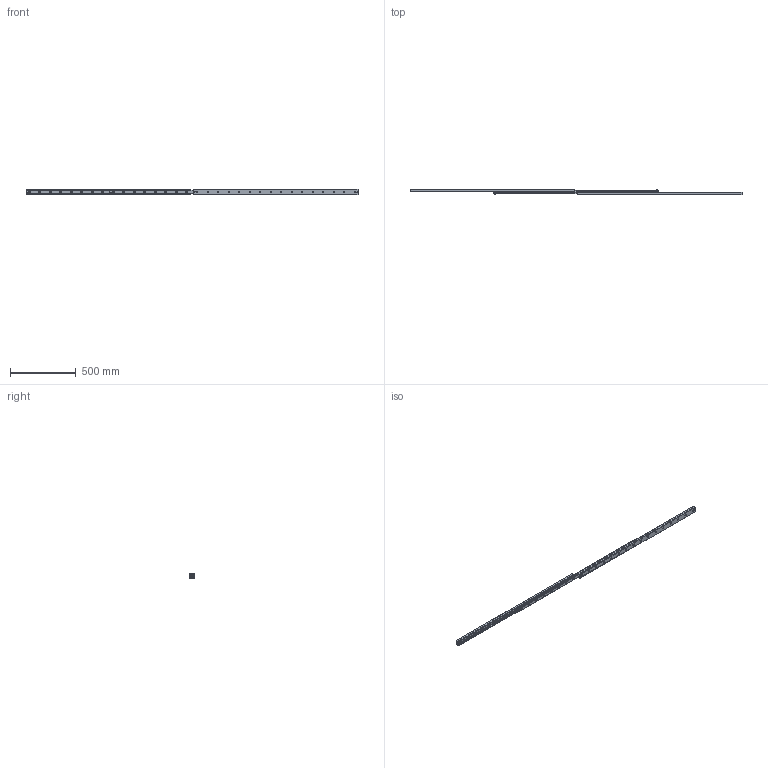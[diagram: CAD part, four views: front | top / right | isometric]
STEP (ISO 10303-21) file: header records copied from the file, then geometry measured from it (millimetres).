
FILE_DESCRIPTION((''),'2;1');
FILE_NAME('LCAD 43-1250.stp','2016-01-14T13:38:27',('MRathmann'),(''),'Autodesk Inventor 2012','Autodesk Inventor 2012','');
FILE_SCHEMA(('CONFIG_CONTROL_DESIGN'));
Length unit declared in the file: millimetre
Products named in the file (8): LCAD 43-1250.iam (Detailgenauigkeit1); LCM 43-1250; LLMG 43-1250; LLMD 43-1250; KF.LCA 43-0610.GZ; + AS.L 43; + VKB.L 43 6x13,5; + VKB.L 43 M6x4
Assembly tree (16 placements, depth 2):
  LCAD 43-1250.iam (Detailgenauigkeit1)
    LCM 43-1250  x2
    LLMG 43-1250
    LLMD 43-1250
    KF.LCA 43-0610.GZ  x2
    + AS.L 43  x4
    + VKB.L 43 6x13,5  x4
    + VKB.L 43 M6x4  x2
Bounding box: 2530 x 44 x 43 mm (x, y, z)
Volume: 1643991.8 mm3; surface area: 744295.7 mm2
Topology: 16 solids, 16 shells, 444 faces, 1106 edges, 698 vertices
Faces by surface type: plane 186, cylinder 184, cone 74
Full cylindrical faces by diameter (mm): 4.917 x4, 5.8 x4, 6 x14, 6.647 x16, 7 x4, 8.5 x48
Entity records: 7817 total; most frequent: DIRECTION 1406, CARTESIAN_POINT 1244, ORIENTED_EDGE 1094, AXIS2_PLACEMENT_3D 575, EDGE_CURVE 547, EDGE_LOOP 484, VERTEX_POINT 413, CIRCLE 291
